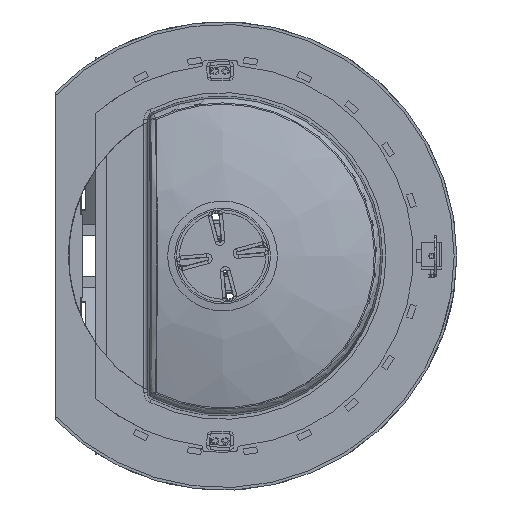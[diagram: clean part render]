
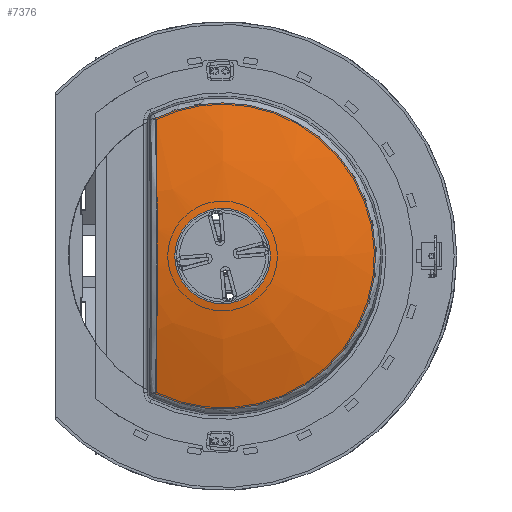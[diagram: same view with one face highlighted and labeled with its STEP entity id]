
A CAD part, front view. The second image highlights one B-rep face of the part: STEP entity #7376.
In plain terms, the highlighted free-form (B-spline) face has degree [3, 3] with [4, 7] control points.
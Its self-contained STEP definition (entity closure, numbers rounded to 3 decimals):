
#7376=ADVANCED_FACE('',(#16604),#16605,.T.);
#16604=FACE_OUTER_BOUND('',#33673,.T.);
#16605=(B_SPLINE_SURFACE(3,3,((#33675,#33676,#33677,#33678,#33679,#33680,#33681),(#33682,#33683,#33684,#33685,#33686,#33687,#33688),(#33689,#33690,#33691,#33692,#33693,#33694,#33695),(#33696,#33697,#33698,#33699,#33700,#33701,#33702)),.UNSPECIFIED.,.F.,.T.,.F.)B_SPLINE_SURFACE_WITH_KNOTS((4,4),(4,3,4),(0.0,6.283),(1.242,1.356,1.47),.UNSPECIFIED.)RATIONAL_B_SPLINE_SURFACE(((1.0,0.333,0.333,1.0,0.333,0.333,1.0),(0.996,0.332,0.332,0.996,0.332,0.332,0.996),(0.996,0.332,0.332,0.996,0.332,0.332,0.996),(1.0,0.333,0.333,1.0,0.333,0.333,1.0)))BOUNDED_SURFACE()REPRESENTATION_ITEM('')GEOMETRIC_REPRESENTATION_ITEM()SURFACE());
#33673=EDGE_LOOP('',(#106249,#106250,#106251,#106252,#106253,#106254));
#33675=CARTESIAN_POINT('',(8665.956,106159.326,71.39));
#33676=CARTESIAN_POINT('',(8523.175,106159.326,71.39));
#33677=CARTESIAN_POINT('',(8523.175,106159.326,-71.39));
#33678=CARTESIAN_POINT('',(8665.956,106159.326,-71.39));
#33679=CARTESIAN_POINT('',(8808.737,106159.326,-71.39));
#33680=CARTESIAN_POINT('',(8808.737,106159.326,71.39));
#33681=CARTESIAN_POINT('',(8665.956,106159.326,71.39));
#33682=CARTESIAN_POINT('',(8665.956,106164.753,125.026));
#33683=CARTESIAN_POINT('',(8415.903,106164.753,125.026));
#33684=CARTESIAN_POINT('',(8415.903,106164.753,-125.026));
#33685=CARTESIAN_POINT('',(8665.956,106164.753,-125.026));
#33686=CARTESIAN_POINT('',(8916.009,106164.753,-125.026));
#33687=CARTESIAN_POINT('',(8916.009,106164.753,125.026));
#33688=CARTESIAN_POINT('',(8665.956,106164.753,125.026));
#33689=CARTESIAN_POINT('',(8665.956,106176.237,177.699));
#33690=CARTESIAN_POINT('',(8310.558,106176.237,177.699));
#33691=CARTESIAN_POINT('',(8310.558,106176.237,-177.699));
#33692=CARTESIAN_POINT('',(8665.956,106176.237,-177.699));
#33693=CARTESIAN_POINT('',(9021.355,106176.237,-177.699));
#33694=CARTESIAN_POINT('',(9021.355,106176.237,177.699));
#33695=CARTESIAN_POINT('',(8665.956,106176.237,177.699));
#33696=CARTESIAN_POINT('',(8665.956,106193.627,228.727));
#33697=CARTESIAN_POINT('',(8208.501,106193.627,228.727));
#33698=CARTESIAN_POINT('',(8208.501,106193.627,-228.727));
#33699=CARTESIAN_POINT('',(8665.956,106193.627,-228.727));
#33700=CARTESIAN_POINT('',(9123.411,106193.627,-228.727));
#33701=CARTESIAN_POINT('',(9123.411,106193.627,228.727));
#33702=CARTESIAN_POINT('',(8665.956,106193.627,228.727));
#106249=ORIENTED_EDGE('',*,*,#134022,.F.);
#106250=ORIENTED_EDGE('',*,*,#134023,.T.);
#106251=ORIENTED_EDGE('',*,*,#134024,.T.);
#106252=ORIENTED_EDGE('',*,*,#134009,.T.);
#106253=ORIENTED_EDGE('',*,*,#134025,.T.);
#106254=ORIENTED_EDGE('',*,*,#134023,.F.);
#134009=EDGE_CURVE('',#148480,#148483,#148485,.T.);
#134022=EDGE_CURVE('',#148504,#148504,#148505,.T.);
#134023=EDGE_CURVE('',#148504,#148506,#148507,.T.);
#134024=EDGE_CURVE('',#148506,#148480,#148508,.T.);
#134025=EDGE_CURVE('',#148483,#148506,#148509,.T.);
#148480=VERTEX_POINT('',#171321);
#148483=VERTEX_POINT('',#171374);
#148485=B_SPLINE_CURVE_WITH_KNOTS('',3,(#171376,#171377,#171378,#171379,#171380,#171381,#171382,#171383,#171384,#171385,#171386,#171387,#171388,#171389,#171390,#171391,#171392,#171393,#171394,#171395,#171396,#171397,#171398,#171399,#171400,#171401,#171402,#171403,#171404,#171405,#171406,#171407,#171408,#171409,#171410,#171411,#171412,#171413,#171414,#171415,#171416,#171417,#171418,#171419,#171420,#171421,#171422,#171423,#171424),.UNSPECIFIED.,.F.,.F.,(4,1,1,1,1,1,1,1,1,1,1,1,2,2,1,1,1,1,1,1,2,1,2,2,1,1,1,1,1,1,1,2,2,1,1,1,1,1,1,4),(0.0,0.013,0.026,0.039,0.052,0.065,0.078,0.091,0.104,0.117,0.13,0.143,0.156,0.158,0.159,0.162,0.169,0.182,0.195,0.208,0.221,0.227,0.229,0.231,0.234,0.247,0.26,0.273,0.286,0.299,0.312,0.325,0.331,0.338,0.351,0.364,0.377,0.39,0.403,0.416),.UNSPECIFIED.);
#148504=VERTEX_POINT('',#171445);
#148505=CIRCLE('',#171446,71.39);
#148506=VERTEX_POINT('',#171447);
#148507=(B_SPLINE_CURVE(3,(#171449,#171450,#171451,#171452),.UNSPECIFIED.,.F.,.F.)B_SPLINE_CURVE_WITH_KNOTS((4,4),(0.0,6.283),.UNSPECIFIED.)RATIONAL_B_SPLINE_CURVE((1.0,0.996,0.996,1.0))BOUNDED_CURVE()REPRESENTATION_ITEM('')GEOMETRIC_REPRESENTATION_ITEM()CURVE());
#148508=CIRCLE('',#171459,228.727);
#148509=CIRCLE('',#171460,228.727);
#171321=CARTESIAN_POINT('',(8565.837,106193.627,205.651));
#171374=CARTESIAN_POINT('',(8565.837,106193.627,-205.651));
#171376=CARTESIAN_POINT('',(8565.837,106193.627,205.651));
#171377=CARTESIAN_POINT('',(8565.905,106192.34,201.486));
#171378=CARTESIAN_POINT('',(8566.035,106189.848,193.14));
#171379=CARTESIAN_POINT('',(8566.219,106186.352,180.575));
#171380=CARTESIAN_POINT('',(8566.389,106183.096,167.965));
#171381=CARTESIAN_POINT('',(8566.547,106180.078,155.309));
#171382=CARTESIAN_POINT('',(8566.693,106177.3,142.608));
#171383=CARTESIAN_POINT('',(8566.826,106174.76,129.863));
#171384=CARTESIAN_POINT('',(8566.947,106172.458,117.072));
#171385=CARTESIAN_POINT('',(8567.055,106170.394,104.237));
#171386=CARTESIAN_POINT('',(8567.151,106168.568,91.356));
#171387=CARTESIAN_POINT('',(8567.234,106166.982,78.43));
#171388=CARTESIAN_POINT('',(8567.304,106165.636,65.459));
#171389=CARTESIAN_POINT('',(8567.343,106164.899,56.781));
#171390=CARTESIAN_POINT('',(8567.362,106164.53,51.891));
#171391=CARTESIAN_POINT('',(8567.364,106164.49,51.348));
#171392=CARTESIAN_POINT('',(8567.369,106164.411,50.261));
#171393=CARTESIAN_POINT('',(8567.375,106164.293,48.63));
#171394=CARTESIAN_POINT('',(8567.388,106164.033,44.825));
#171395=CARTESIAN_POINT('',(8567.413,106163.567,37.213));
#171396=CARTESIAN_POINT('',(8567.44,106163.053,26.336));
#171397=CARTESIAN_POINT('',(8567.459,106162.682,13.278));
#171398=CARTESIAN_POINT('',(8567.466,106162.556,0.216));
#171399=CARTESIAN_POINT('',(8567.462,106162.635,-8.496));
#171400=CARTESIAN_POINT('',(8567.455,106162.755,-15.031));
#171401=CARTESIAN_POINT('',(8567.452,106162.818,-17.754));
#171402=CARTESIAN_POINT('',(8567.448,106162.897,-20.478));
#171403=CARTESIAN_POINT('',(8567.446,106162.93,-21.567));
#171404=CARTESIAN_POINT('',(8567.445,106162.947,-22.112));
#171405=CARTESIAN_POINT('',(8567.442,106163.,-23.746));
#171406=CARTESIAN_POINT('',(8567.433,106163.19,-29.192));
#171407=CARTESIAN_POINT('',(8567.409,106163.646,-38.981));
#171408=CARTESIAN_POINT('',(8567.364,106164.499,-52.009));
#171409=CARTESIAN_POINT('',(8567.307,106165.594,-65.011));
#171410=CARTESIAN_POINT('',(8567.236,106166.932,-77.987));
#171411=CARTESIAN_POINT('',(8567.154,106168.513,-90.938));
#171412=CARTESIAN_POINT('',(8567.058,106170.337,-103.863));
#171413=CARTESIAN_POINT('',(8566.986,106171.715,-112.463));
#171414=CARTESIAN_POINT('',(8566.928,106172.81,-118.906));
#171415=CARTESIAN_POINT('',(8566.909,106173.185,-121.053));
#171416=CARTESIAN_POINT('',(8566.868,106173.956,-125.344));
#171417=CARTESIAN_POINT('',(8566.806,106175.142,-131.774));
#171418=CARTESIAN_POINT('',(8566.695,106177.267,-142.453));
#171419=CARTESIAN_POINT('',(8566.549,106180.056,-155.211));
#171420=CARTESIAN_POINT('',(8566.39,106183.082,-167.91));
#171421=CARTESIAN_POINT('',(8566.219,106186.346,-180.552));
#171422=CARTESIAN_POINT('',(8566.035,106189.847,-193.136));
#171423=CARTESIAN_POINT('',(8565.905,106192.34,-201.486));
#171424=CARTESIAN_POINT('',(8565.837,106193.627,-205.651));
#171445=CARTESIAN_POINT('',(8665.956,106159.326,71.39));
#171446=AXIS2_PLACEMENT_3D('',#223449,#223450,#223451);
#171447=CARTESIAN_POINT('',(8665.956,106193.627,228.727));
#171449=CARTESIAN_POINT('',(8665.956,106159.326,71.39));
#171450=CARTESIAN_POINT('',(8665.956,106164.753,125.026));
#171451=CARTESIAN_POINT('',(8665.956,106176.237,177.699));
#171452=CARTESIAN_POINT('',(8665.956,106193.627,228.727));
#171459=AXIS2_PLACEMENT_3D('',#223452,#223453,#223454);
#171460=AXIS2_PLACEMENT_3D('',#223455,#223456,#223457);
#223449=CARTESIAN_POINT('',(8665.956,106159.326,0.));
#223450=DIRECTION('',(0.,-1.0,0.));
#223451=DIRECTION('',(-0.342,0.,0.94));
#223452=CARTESIAN_POINT('',(8665.956,106193.627,0.));
#223453=DIRECTION('',(0.,-1.0,0.));
#223454=DIRECTION('',(0.,0.,-1.0));
#223455=CARTESIAN_POINT('',(8665.956,106193.627,0.));
#223456=DIRECTION('',(0.,-1.0,0.));
#223457=DIRECTION('',(0.,0.,-1.0));
